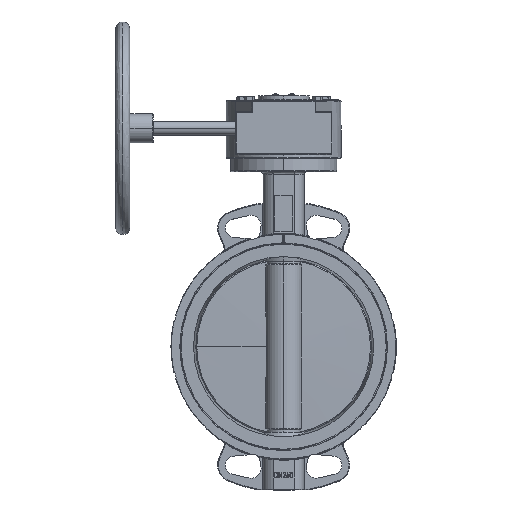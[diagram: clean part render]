
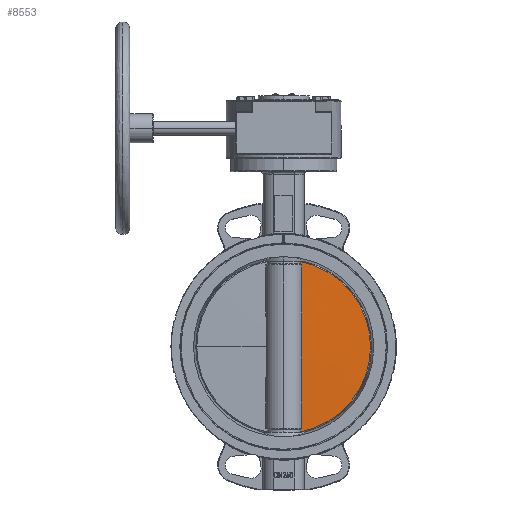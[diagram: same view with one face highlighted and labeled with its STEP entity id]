
A CAD part, top view. The second image highlights one B-rep face of the part: STEP entity #8553.
In plain terms, the highlighted conical face has half-angle 88.82 degrees and reference radius 122.518 mm.
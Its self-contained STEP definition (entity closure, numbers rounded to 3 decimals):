
#41 = AXIS2_PLACEMENT_3D ( 'NONE', #33340, #13777, #40076 ) ;
#1765 = EDGE_CURVE ( 'NONE', #4926, #43304, #14300, .T. ) ;
#1828 = CARTESIAN_POINT ( 'NONE',  ( 23.228, -118.365, 6.039 ) ) ;
#3010 = EDGE_CURVE ( 'NONE', #7951, #43304, #25010, .T. ) ;
#4691 = CONICAL_SURFACE ( 'NONE', #41, 122.518, 1.55 ) ;
#4926 = VERTEX_POINT ( 'NONE', #29823 ) ;
#5404 = CARTESIAN_POINT ( 'NONE',  ( 25.277, 115.4, 6.09 ) ) ;
#5990 = B_SPLINE_CURVE_WITH_KNOTS ( 'NONE', 3,
 ( #32026, #32351, #9828, #6356 ),
 .UNSPECIFIED., .F., .F.,
 ( 4, 4 ),
 ( 0.005, 0.008 ),
 .UNSPECIFIED. ) ;
#6356 = CARTESIAN_POINT ( 'NONE',  ( 25.277, 115.4, 6.09 ) ) ;
#6911 = CARTESIAN_POINT ( 'NONE',  ( 25.08, -76.936, 6.864 ) ) ;
#7951 = VERTEX_POINT ( 'NONE', #38398 ) ;
#8553 = ADVANCED_FACE ( 'NONE', ( #17087 ), #4691, .T. ) ;
#9145 = EDGE_CURVE ( 'NONE', #4926, #41171, #5990, .T. ) ;
#9493 = B_SPLINE_CURVE_WITH_KNOTS ( 'NONE', 3,
 ( #35836, #17102, #10187, #13462 ),
 .UNSPECIFIED., .F., .F.,
 ( 4, 4 ),
 ( 0., 0.003 ),
 .UNSPECIFIED. ) ;
#9828 = CARTESIAN_POINT ( 'NONE',  ( 24.593, 116.067, 6.08 ) ) ;
#9889 = CARTESIAN_POINT ( 'NONE',  ( 23.223, 117.4, 6.059 ) ) ;
#10049 = CARTESIAN_POINT ( 'NONE',  ( 25.183, -96.168, 6.478 ) ) ;
#10187 = CARTESIAN_POINT ( 'NONE',  ( 23.908, -116.734, 6.069 ) ) ;
#10525 = CARTESIAN_POINT ( 'NONE',  ( 23.228, 118.365, 6.039 ) ) ;
#11123 = EDGE_LOOP ( 'NONE', ( #44390, #16751, #41488, #16244, #29850, #44234 ) ) ;
#11778 = DIRECTION ( 'NONE',  ( 0., 0., 1. ) ) ;
#12555 = CARTESIAN_POINT ( 'NONE',  ( 23.238, -120.294, 6. ) ) ;
#12798 = CARTESIAN_POINT ( 'NONE',  ( 25.277, -115.4, 6.09 ) ) ;
#12859 = CARTESIAN_POINT ( 'NONE',  ( 23.223, -117.4, 6.059 ) ) ;
#13462 = CARTESIAN_POINT ( 'NONE',  ( 23.223, -117.4, 6.059 ) ) ;
#13777 = DIRECTION ( 'NONE',  ( 0., 0., -1. ) ) ;
#13982 = CARTESIAN_POINT ( 'NONE',  ( 25.277, 115.4, 6.09 ) ) ;
#14257 = EDGE_CURVE ( 'NONE', #7951, #31753, #34109, .T. ) ;
#14300 = B_SPLINE_CURVE_WITH_KNOTS ( 'NONE', 3,
 ( #9889, #10525, #44702, #29459 ),
 .UNSPECIFIED., .F., .F.,
 ( 4, 4 ),
 ( 0.263, 0.265 ),
 .UNSPECIFIED. ) ;
#16244 = ORIENTED_EDGE ( 'NONE', *, *, #9145, .T. ) ;
#16751 = ORIENTED_EDGE ( 'NONE', *, *, #3010, .T. ) ;
#17087 = FACE_OUTER_BOUND ( 'NONE', #11123, .T. ) ;
#17102 = CARTESIAN_POINT ( 'NONE',  ( 24.593, -116.067, 6.08 ) ) ;
#17795 = CARTESIAN_POINT ( 'NONE',  ( 24.868, 38.469, 7.589 ) ) ;
#17961 = CARTESIAN_POINT ( 'NONE',  ( 25.08, 76.935, 6.864 ) ) ;
#21305 = EDGE_CURVE ( 'NONE', #41171, #46375, #41122, .T. ) ;
#23877 = CARTESIAN_POINT ( 'NONE',  ( 23.223, -117.4, 6.059 ) ) ;
#24414 = CARTESIAN_POINT ( 'NONE',  ( 23.233, -119.329, 6.02 ) ) ;
#25010 = CIRCLE ( 'NONE', #32978, 122.518 ) ;
#25694 = CARTESIAN_POINT ( 'NONE',  ( 24.868, -38.472, 7.589 ) ) ;
#28816 = CARTESIAN_POINT ( 'NONE',  ( 24.774, 19.235, 7.89 ) ) ;
#29459 = CARTESIAN_POINT ( 'NONE',  ( 23.238, 120.294, 6. ) ) ;
#29463 = CARTESIAN_POINT ( 'NONE',  ( 24.922, -48.088, 7.411 ) ) ;
#29823 = CARTESIAN_POINT ( 'NONE',  ( 23.223, 117.4, 6.059 ) ) ;
#29850 = ORIENTED_EDGE ( 'NONE', *, *, #21305, .T. ) ;
#31753 = VERTEX_POINT ( 'NONE', #23877 ) ;
#32026 = CARTESIAN_POINT ( 'NONE',  ( 23.223, 117.4, 6.059 ) ) ;
#32351 = CARTESIAN_POINT ( 'NONE',  ( 23.908, 116.734, 6.069 ) ) ;
#32978 = AXIS2_PLACEMENT_3D ( 'NONE', #41199, #11778, #34006 ) ;
#33340 = CARTESIAN_POINT ( 'NONE',  ( 0., 0., 6. ) ) ;
#34006 = DIRECTION ( 'NONE',  ( 1., 0., 0. ) ) ;
#34109 = B_SPLINE_CURVE_WITH_KNOTS ( 'NONE', 3,
 ( #12555, #24414, #1828, #12859 ),
 .UNSPECIFIED., .F., .F.,
 ( 4, 4 ),
 ( 0.025, 0.028 ),
 .UNSPECIFIED. ) ;
#34374 = EDGE_CURVE ( 'NONE', #46375, #31753, #9493, .T. ) ;
#35836 = CARTESIAN_POINT ( 'NONE',  ( 25.277, -115.4, 6.09 ) ) ;
#36673 = CARTESIAN_POINT ( 'NONE',  ( 25.183, 96.167, 6.478 ) ) ;
#38398 = CARTESIAN_POINT ( 'NONE',  ( 23.238, -120.294, 6. ) ) ;
#40076 = DIRECTION ( 'NONE',  ( -1., 0., 0. ) ) ;
#41122 = B_SPLINE_CURVE_WITH_KNOTS ( 'NONE', 3,
 ( #13982, #36673, #17961, #44222, #17795, #28816, #44389, #47987, #44056, #25694, #29463, #6911, #10049, #47832 ),
 .UNSPECIFIED., .F., .F.,
 ( 4, 2, 2, 2, 2, 2, 4 ),
 ( 0.017, 0.075, 0.104, 0.132, 0.161, 0.19, 0.248 ),
 .UNSPECIFIED. ) ;
#41171 = VERTEX_POINT ( 'NONE', #5404 ) ;
#41199 = CARTESIAN_POINT ( 'NONE',  ( 0., 0., 6. ) ) ;
#41488 = ORIENTED_EDGE ( 'NONE', *, *, #1765, .F. ) ;
#43304 = VERTEX_POINT ( 'NONE', #44546 ) ;
#44056 = CARTESIAN_POINT ( 'NONE',  ( 24.774, -19.238, 7.89 ) ) ;
#44222 = CARTESIAN_POINT ( 'NONE',  ( 24.922, 48.086, 7.411 ) ) ;
#44234 = ORIENTED_EDGE ( 'NONE', *, *, #34374, .T. ) ;
#44389 = CARTESIAN_POINT ( 'NONE',  ( 24.734, 9.618, 8.014 ) ) ;
#44390 = ORIENTED_EDGE ( 'NONE', *, *, #14257, .F. ) ;
#44546 = CARTESIAN_POINT ( 'NONE',  ( 23.238, 120.294, 6. ) ) ;
#44702 = CARTESIAN_POINT ( 'NONE',  ( 23.233, 119.329, 6.02 ) ) ;
#46375 = VERTEX_POINT ( 'NONE', #12798 ) ;
#47832 = CARTESIAN_POINT ( 'NONE',  ( 25.277, -115.4, 6.09 ) ) ;
#47987 = CARTESIAN_POINT ( 'NONE',  ( 24.734, -9.621, 8.014 ) ) ;
